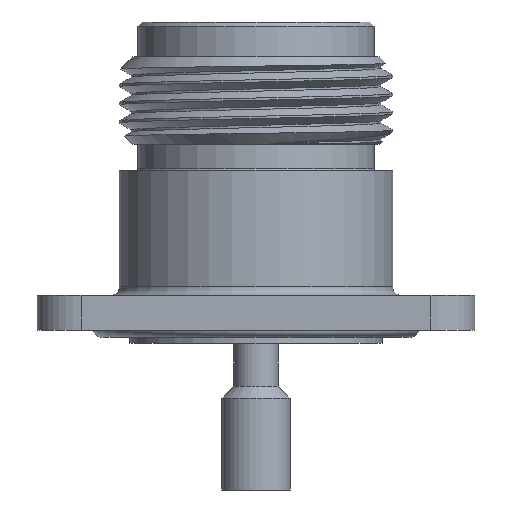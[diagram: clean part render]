
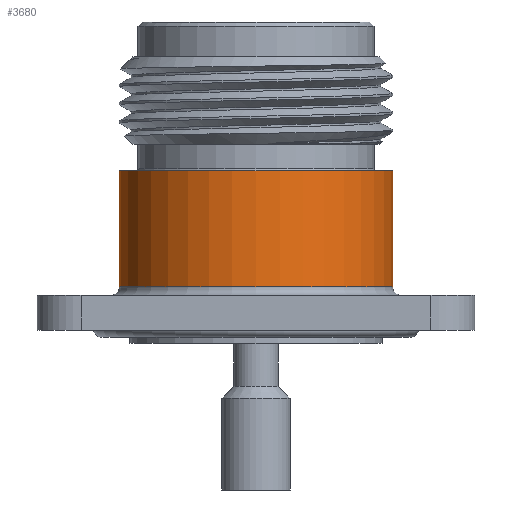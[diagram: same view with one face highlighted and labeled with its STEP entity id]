
A CAD part, front view. The second image highlights one B-rep face of the part: STEP entity #3680.
In plain terms, the highlighted cylindrical face has radius 7.938 mm (diameter 15.875 mm), a partial arc.
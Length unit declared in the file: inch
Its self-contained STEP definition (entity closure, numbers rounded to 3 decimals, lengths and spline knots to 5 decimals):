
#75 = EDGE_CURVE ( 'NONE', #3324, #4883, #1072, .T. ) ;
#119 = DIRECTION ( 'NONE',  ( 0., 0., 1. ) ) ;
#448 = CARTESIAN_POINT ( 'NONE',  ( 0., 0., -0.34 ) ) ;
#697 = CARTESIAN_POINT ( 'NONE',  ( 0.3125, 0., -0.34 ) ) ;
#919 = DIRECTION ( 'NONE',  ( 0., 0., 1. ) ) ;
#1072 = CIRCLE ( 'NONE', #1807, 0.3125 ) ;
#1159 = DIRECTION ( 'NONE',  ( 1., 0., 0. ) ) ;
#1318 = DIRECTION ( 'NONE',  ( -1., 0., 0. ) ) ;
#1444 = EDGE_LOOP ( 'NONE', ( #5401, #4330, #2457, #5046 ) ) ;
#1690 = CYLINDRICAL_SURFACE ( 'NONE', #2549, 0.3125 ) ;
#1807 = AXIS2_PLACEMENT_3D ( 'NONE', #448, #2160, #1318 ) ;
#1853 = DIRECTION ( 'NONE',  ( 0., 0., 1. ) ) ;
#2160 = DIRECTION ( 'NONE',  ( 0., 0., -1. ) ) ;
#2295 = CIRCLE ( 'NONE', #5565, 0.3125 ) ;
#2329 = DIRECTION ( 'NONE',  ( -1., 0., 0. ) ) ;
#2457 = ORIENTED_EDGE ( 'NONE', *, *, #2838, .T. ) ;
#2549 = AXIS2_PLACEMENT_3D ( 'NONE', #2921, #4649, #1159 ) ;
#2791 = CARTESIAN_POINT ( 'NONE',  ( 0., 0., -0.605 ) ) ;
#2838 = EDGE_CURVE ( 'NONE', #4561, #3324, #5113, .T. ) ;
#2921 = CARTESIAN_POINT ( 'NONE',  ( 0., 0., -0.82 ) ) ;
#3324 = VERTEX_POINT ( 'NONE', #697 ) ;
#3557 = CARTESIAN_POINT ( 'NONE',  ( 0.3125, 0., -0.82 ) ) ;
#3606 = CARTESIAN_POINT ( 'NONE',  ( -0.3125, 0., -0.82 ) ) ;
#3680 = ADVANCED_FACE ( 'NONE', ( #4956 ), #1690, .T. ) ;
#3727 = VECTOR ( 'NONE', #919, 39.37008 ) ;
#4245 = EDGE_CURVE ( 'NONE', #5539, #4883, #4882, .T. ) ;
#4330 = ORIENTED_EDGE ( 'NONE', *, *, #5745, .T. ) ;
#4561 = VERTEX_POINT ( 'NONE', #5594 ) ;
#4564 = CARTESIAN_POINT ( 'NONE',  ( -0.3125, 0., -0.34 ) ) ;
#4649 = DIRECTION ( 'NONE',  ( 0., 0., 1. ) ) ;
#4882 = LINE ( 'NONE', #3606, #3727 ) ;
#4883 = VERTEX_POINT ( 'NONE', #4564 ) ;
#4956 = FACE_OUTER_BOUND ( 'NONE', #1444, .T. ) ;
#5046 = ORIENTED_EDGE ( 'NONE', *, *, #75, .T. ) ;
#5113 = LINE ( 'NONE', #3557, #5614 ) ;
#5401 = ORIENTED_EDGE ( 'NONE', *, *, #4245, .F. ) ;
#5493 = CARTESIAN_POINT ( 'NONE',  ( -0.3125, 0., -0.605 ) ) ;
#5539 = VERTEX_POINT ( 'NONE', #5493 ) ;
#5565 = AXIS2_PLACEMENT_3D ( 'NONE', #2791, #119, #2329 ) ;
#5594 = CARTESIAN_POINT ( 'NONE',  ( 0.3125, 0., -0.605 ) ) ;
#5614 = VECTOR ( 'NONE', #1853, 39.37008 ) ;
#5745 = EDGE_CURVE ( 'NONE', #5539, #4561, #2295, .T. ) ;
